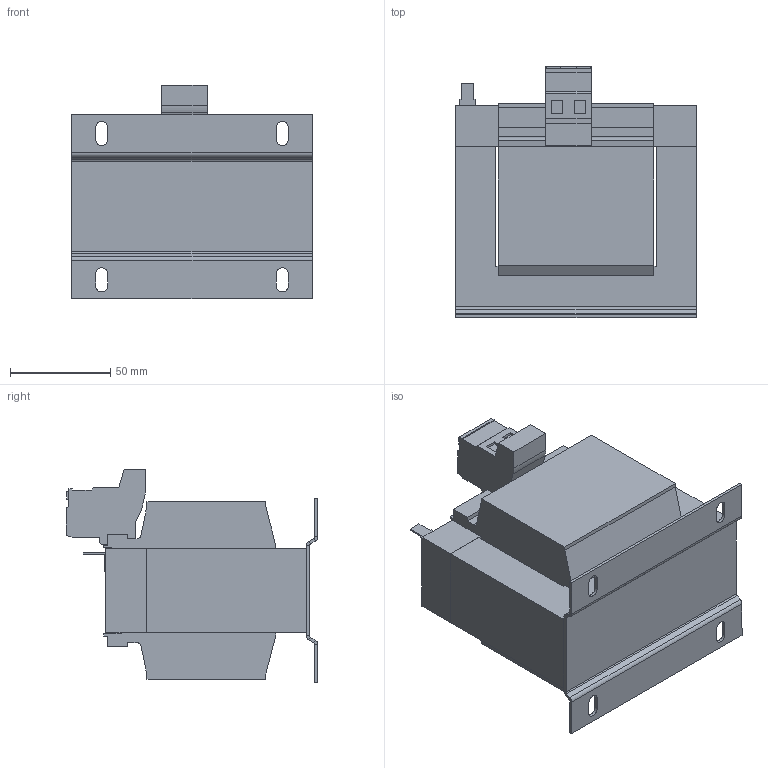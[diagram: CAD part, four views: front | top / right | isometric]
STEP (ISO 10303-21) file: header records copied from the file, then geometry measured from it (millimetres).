
FILE_DESCRIPTION (( 'STEP AP214' ), '1' );
FILE_NAME ('865636.STEP', '2024-04-04T12:10:21', ( '' ), ( '' ), 'SwSTEP 2.0', 'SolidWorks 2022', '' );
FILE_SCHEMA (( 'AUTOMOTIVE_DESIGN' ));
Length unit declared in the file: millimetre
Products named in the file (1): 865636
Bounding box: 120 x 125.25 x 106.6 mm (x, y, z)
Volume: 780313.1 mm3; surface area: 100072.3 mm2
Topology: 1 solids, 1 shells, 182 faces, 486 edges, 312 vertices
Faces by surface type: plane 159, cylinder 23
Entity records: 5602 total; most frequent: CARTESIAN_POINT 981, ORIENTED_EDGE 972, DIRECTION 898, EDGE_CURVE 486, VECTOR 440, LINE 440, VERTEX_POINT 312, AXIS2_PLACEMENT_3D 229
